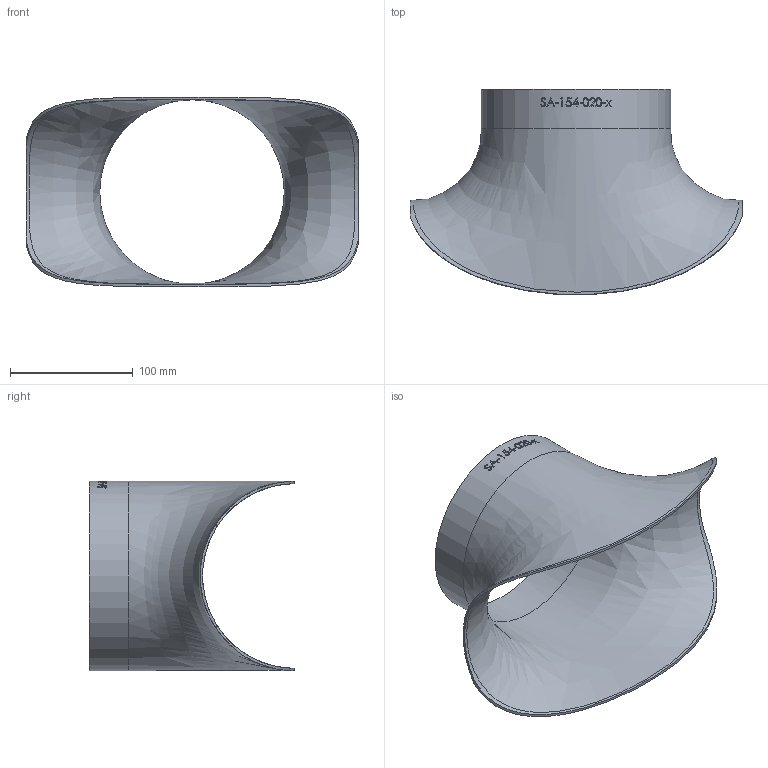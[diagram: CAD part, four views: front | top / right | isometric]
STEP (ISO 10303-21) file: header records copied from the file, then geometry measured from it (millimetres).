
FILE_DESCRIPTION (( 'STEP AP214' ), '1' );
FILE_NAME ('SA-154-020-x Sattelstutzen 1911.STEP', '2019-12-04T13:33:12', ( '' ), ( '' ), 'SwSTEP 2.0', 'SolidWorks 2016', '' );
FILE_SCHEMA (( 'AUTOMOTIVE_DESIGN' ));
Length unit declared in the file: millimetre
Products named in the file (1): SA-154-020-x Sattelstutzen 1911
Bounding box: 270 x 166.77 x 154 mm (x, y, z)
Volume: 201139.1 mm3; surface area: 175432.7 mm2
Topology: 1 solids, 1 shells, 142 faces, 371 edges, 247 vertices
Faces by surface type: bspline 74, plane 48, cylinder 20
Full cylindrical faces by diameter (mm): 150 x1, 154 x1
Entity records: 26440 total; most frequent: CARTESIAN_POINT 22163, ORIENTED_EDGE 726, EDGE_CURVE 363, DIRECTION 335, VERTEX_POINT 244, B_SPLINE_CURVE_WITH_KNOTS 233, EDGE_LOOP 165, FACE_OUTER_BOUND 146
